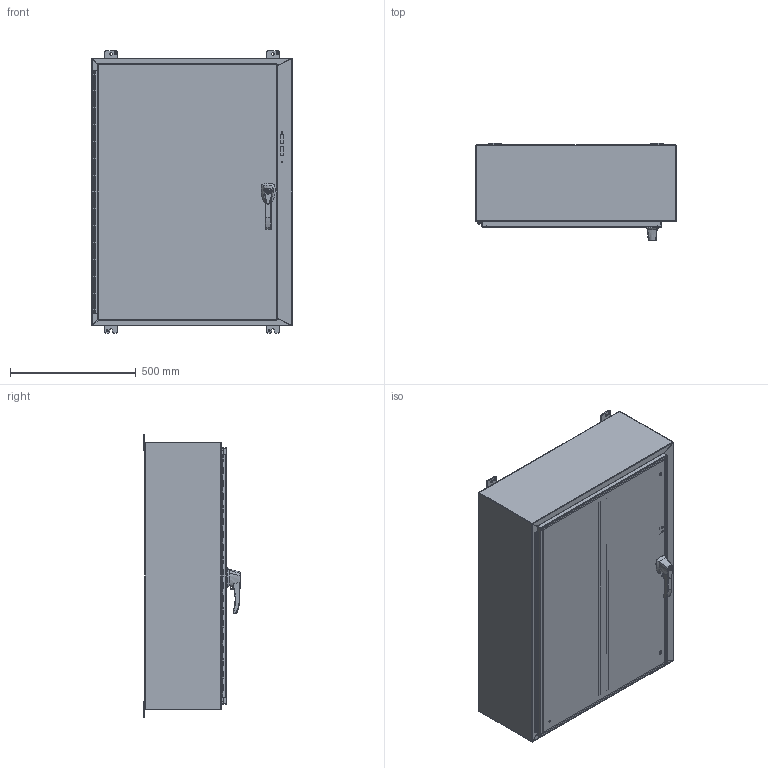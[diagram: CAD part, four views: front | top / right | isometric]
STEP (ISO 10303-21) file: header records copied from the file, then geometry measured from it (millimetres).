
FILE_DESCRIPTION (( 'STEP AP203' ), '1' );
FILE_NAME ('1447SH12HK_Default.step', '2019-11-12T13:24:47', ( '' ), ( '' ), 'SwSTEP 2.0', 'SolidWorks 2019', '' );
FILE_SCHEMA (( 'CONFIG_CONTROL_DESIGN' ));
Products named in the file (1): 1447SH12HK_Default
Bounding box: 796.92 x 385.5 x 1123.95 mm (x, y, z)
Volume: 8308185.2 mm3; surface area: 8393472.2 mm2
Topology: 69 solids, 70 shells, 1974 faces, 4986 edges, 3209 vertices
Faces by surface type: plane 1004, cylinder 783, bspline 127, cone 60
Entity records: 97250 total; most frequent: CARTESIAN_POINT 49720, ORIENTED_EDGE 9960, DIRECTION 9681, EDGE_CURVE 4980, AXIS2_PLACEMENT_3D 3320, VERTEX_POINT 3209, VECTOR 3041, LINE 3041
